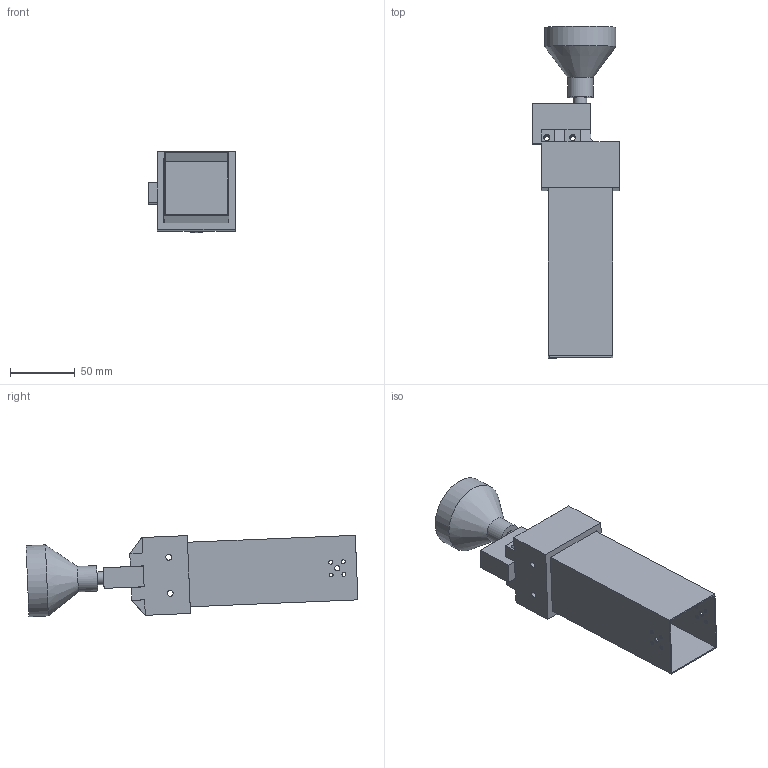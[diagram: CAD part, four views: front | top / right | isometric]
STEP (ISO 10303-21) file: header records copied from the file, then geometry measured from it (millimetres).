
FILE_DESCRIPTION(/* description */ (''),/* implementation_level */ '2;1');
FILE_NAME(/* name */ '00_End-Effector.stp',/* time_stamp */ '2023-10-08T11:25:57+05:30',/* author */ ('Abhinav'),/* organization */ (''),/* preprocessor_version */ 'ST-DEVELOPER v19',/* originating_system */ 'Autodesk Inventor 2023',/* authorisation */ '');
FILE_SCHEMA (('AUTOMOTIVE_DESIGN { 1 0 10303 214 3 1 1 }'));
Length unit declared in the file: millimetre
Products named in the file (4): ARM Real; End-Link; Suction; Suck-brack
Assembly tree (3 placements, depth 2):
  ARM Real
    End-Link
    Suction
    Suck-brack
Bounding box: 67.15 x 256.95 x 63 mm (x, y, z)
Volume: 181656.1 mm3; surface area: 102811.4 mm2
Topology: 3 solids, 3 shells, 83 faces, 237 edges, 196 vertices
Faces by surface type: plane 53, cylinder 29, cone 1
Full cylindrical faces by diameter (mm): 3 x8, 4 x2, 4.5 x8, 5 x4, 5.5 x2, 10 x1, 19.645 x1, 55 x1
Entity records: 2889 total; most frequent: CARTESIAN_POINT 492, DIRECTION 458, ORIENTED_EDGE 412, EDGE_CURVE 206, AXIS2_PLACEMENT_3D 155, LINE 148, VECTOR 148, EDGE_LOOP 136
